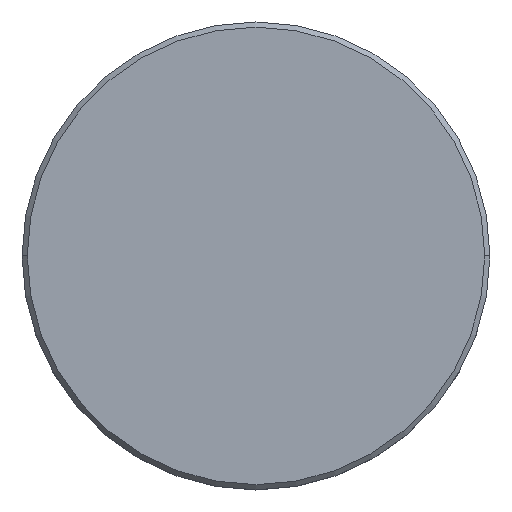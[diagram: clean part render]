
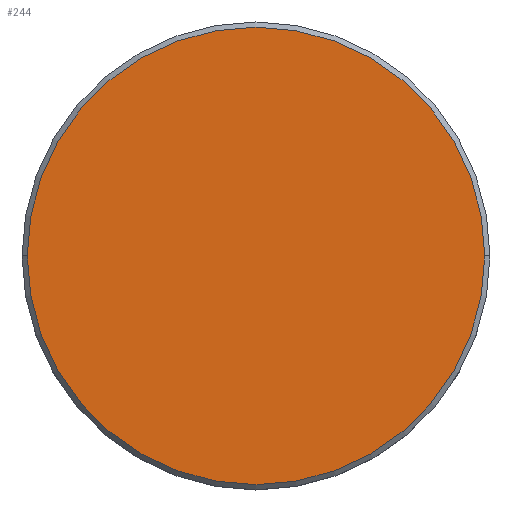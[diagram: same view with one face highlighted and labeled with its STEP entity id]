
A CAD part, top view. The second image highlights one B-rep face of the part: STEP entity #244.
In plain terms, the highlighted planar face has unit normal (0, 0, 1).
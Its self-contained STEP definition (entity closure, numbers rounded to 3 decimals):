
#6 = FACE_OUTER_BOUND ( 'NONE', #54, .T. ) ;
#54 = EDGE_LOOP ( 'NONE', ( #311, #690 ) ) ;
#76 = CARTESIAN_POINT ( 'NONE',  ( 0., 0., 0. ) ) ;
#98 = DIRECTION ( 'NONE',  ( 1., 0., 0. ) ) ;
#99 = CARTESIAN_POINT ( 'NONE',  ( 0., 0., 0. ) ) ;
#122 = AXIS2_PLACEMENT_3D ( 'NONE', #909, #200, #98 ) ;
#173 = CIRCLE ( 'NONE', #190, 22. ) ;
#190 = AXIS2_PLACEMENT_3D ( 'NONE', #99, #1022, #366 ) ;
#200 = DIRECTION ( 'NONE',  ( 0., 0., 1. ) ) ;
#202 = CARTESIAN_POINT ( 'NONE',  ( -22., 0., 0. ) ) ;
#244 = ADVANCED_FACE ( 'NONE', ( #6 ), #1080, .T. ) ;
#263 = DIRECTION ( 'NONE',  ( 0., 0., 1. ) ) ;
#311 = ORIENTED_EDGE ( 'NONE', *, *, #992, .T. ) ;
#366 = DIRECTION ( 'NONE',  ( 1., 0., 0. ) ) ;
#421 = CIRCLE ( 'NONE', #1091, 22. ) ;
#555 = VERTEX_POINT ( 'NONE', #202 ) ;
#690 = ORIENTED_EDGE ( 'NONE', *, *, #1161, .T. ) ;
#727 = VERTEX_POINT ( 'NONE', #744 ) ;
#744 = CARTESIAN_POINT ( 'NONE',  ( 22., 0., 0. ) ) ;
#803 = DIRECTION ( 'NONE',  ( 1., 0., 0. ) ) ;
#909 = CARTESIAN_POINT ( 'NONE',  ( 0., 0., 0. ) ) ;
#992 = EDGE_CURVE ( 'NONE', #555, #727, #421, .T. ) ;
#1022 = DIRECTION ( 'NONE',  ( 0., 0., 1. ) ) ;
#1080 = PLANE ( 'NONE',  #122 ) ;
#1091 = AXIS2_PLACEMENT_3D ( 'NONE', #76, #263, #803 ) ;
#1161 = EDGE_CURVE ( 'NONE', #727, #555, #173, .T. ) ;
